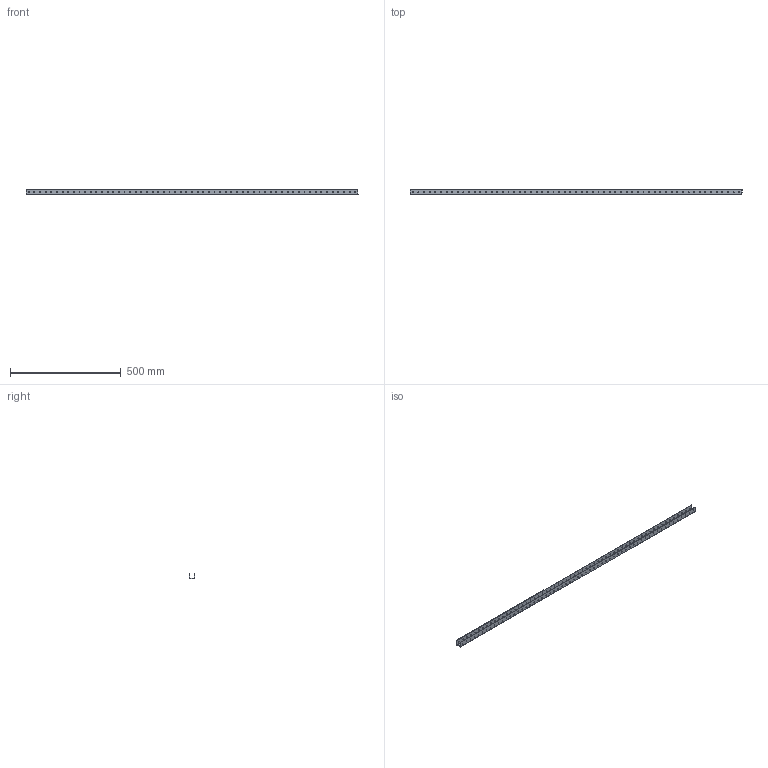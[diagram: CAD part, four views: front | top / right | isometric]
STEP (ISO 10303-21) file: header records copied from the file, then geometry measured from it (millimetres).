
FILE_DESCRIPTION (( 'STEP AP214' ), '1' );
FILE_NAME ('217-4107-STEP-20140806.STEP', '2014-08-06T22:07:32', ( '' ), ( '' ), 'SwSTEP 2.0', 'SolidWorks 2014', '' );
FILE_SCHEMA (( 'AUTOMOTIVE_DESIGN' ));
Length unit declared in the file: inch
Products named in the file (1): 217-4107-STEP-20140806
Bounding box: 1498.6 x 25.4 x 25.4 mm (x, y, z)
Volume: 234163.1 mm3; surface area: 217289.8 mm2
Topology: 1 solids, 1 shells, 380 faces, 1118 edges, 740 vertices
Faces by surface type: cylinder 358, plane 22
Entity records: 13818 total; most frequent: DIRECTION 2596, CARTESIAN_POINT 2239, ORIENTED_EDGE 2236, EDGE_CURVE 1118, AXIS2_PLACEMENT_3D 1097, VERTEX_POINT 740, EDGE_LOOP 734, CIRCLE 716
